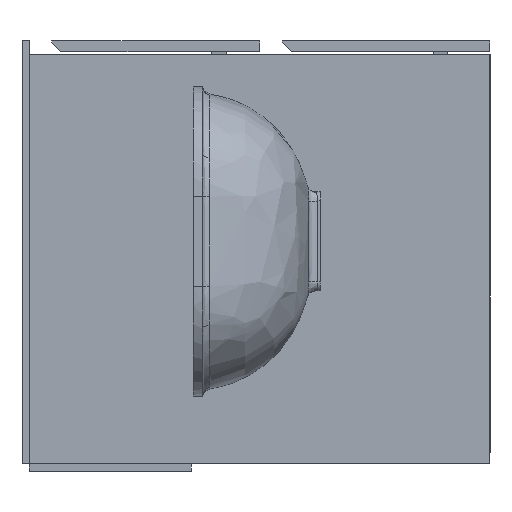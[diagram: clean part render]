
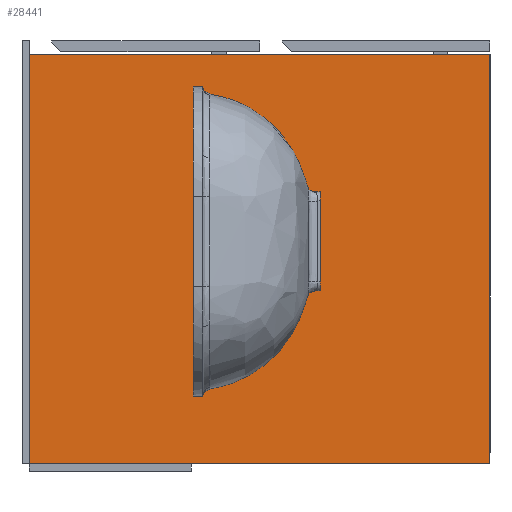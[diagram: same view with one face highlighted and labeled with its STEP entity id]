
A CAD part, left-side view. The second image highlights one B-rep face of the part: STEP entity #28441.
In plain terms, the highlighted planar face has unit normal (-1, 0, 0).
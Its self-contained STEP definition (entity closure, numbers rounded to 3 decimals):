
#1008 = VECTOR ( 'NONE', #30222, 1000. ) ;
#1094 = EDGE_CURVE ( 'NONE', #1196, #23126, #30387, .T. ) ;
#1196 = VERTEX_POINT ( 'NONE', #24851 ) ;
#1501 = CARTESIAN_POINT ( 'NONE',  ( 2., 967.397, -470. ) ) ;
#1587 = ORIENTED_EDGE ( 'NONE', *, *, #1094, .T. ) ;
#1763 = VECTOR ( 'NONE', #18896, 1000. ) ;
#2302 = DIRECTION ( 'NONE',  ( 0., 0., 1. ) ) ;
#3617 = ORIENTED_EDGE ( 'NONE', *, *, #22131, .F. ) ;
#5290 = VECTOR ( 'NONE', #2302, 1000. ) ;
#5577 = CARTESIAN_POINT ( 'NONE',  ( 2., 512., -15. ) ) ;
#7835 = LINE ( 'NONE', #17752, #11023 ) ;
#8999 = CARTESIAN_POINT ( 'NONE',  ( 2., 512., -470. ) ) ;
#10744 = EDGE_LOOP ( 'NONE', ( #3617, #1587, #20263, #28085 ) ) ;
#11023 = VECTOR ( 'NONE', #27610, 1000. ) ;
#11443 = DIRECTION ( 'NONE',  ( 1., 0., 0. ) ) ;
#12282 = AXIS2_PLACEMENT_3D ( 'NONE', #1501, #11443, #21259 ) ;
#13857 = FACE_OUTER_BOUND ( 'NONE', #10744, .T. ) ;
#14775 = EDGE_CURVE ( 'NONE', #23126, #20237, #18080, .T. ) ;
#14812 = VERTEX_POINT ( 'NONE', #5577 ) ;
#17752 = CARTESIAN_POINT ( 'NONE',  ( 2., 967.397, -15. ) ) ;
#18080 = LINE ( 'NONE', #19636, #5290 ) ;
#18896 = DIRECTION ( 'NONE',  ( 0., 0., 1. ) ) ;
#19636 = CARTESIAN_POINT ( 'NONE',  ( 2., 0., -470. ) ) ;
#20237 = VERTEX_POINT ( 'NONE', #28531 ) ;
#20263 = ORIENTED_EDGE ( 'NONE', *, *, #14775, .T. ) ;
#21259 = DIRECTION ( 'NONE',  ( 0., 0., -1. ) ) ;
#22131 = EDGE_CURVE ( 'NONE', #1196, #14812, #31205, .T. ) ;
#23126 = VERTEX_POINT ( 'NONE', #25842 ) ;
#23693 = PLANE ( 'NONE',  #12282 ) ;
#24851 = CARTESIAN_POINT ( 'NONE',  ( 2., 512., -470. ) ) ;
#25842 = CARTESIAN_POINT ( 'NONE',  ( 2., 0., -470. ) ) ;
#27610 = DIRECTION ( 'NONE',  ( 0., -1., 0. ) ) ;
#28085 = ORIENTED_EDGE ( 'NONE', *, *, #29241, .F. ) ;
#28441 = ADVANCED_FACE ( 'NONE', ( #13857 ), #23693, .F. ) ;
#28531 = CARTESIAN_POINT ( 'NONE',  ( 2., 0., -15. ) ) ;
#29241 = EDGE_CURVE ( 'NONE', #14812, #20237, #7835, .T. ) ;
#30222 = DIRECTION ( 'NONE',  ( 0., -1., 0. ) ) ;
#30387 = LINE ( 'NONE', #30466, #1008 ) ;
#30466 = CARTESIAN_POINT ( 'NONE',  ( 2., 967.397, -470. ) ) ;
#31205 = LINE ( 'NONE', #8999, #1763 ) ;
